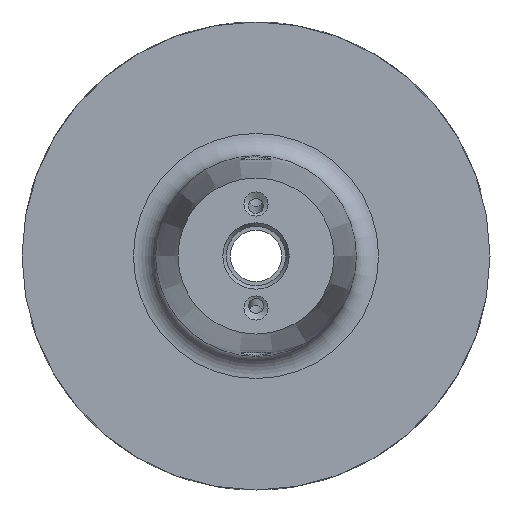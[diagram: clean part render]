
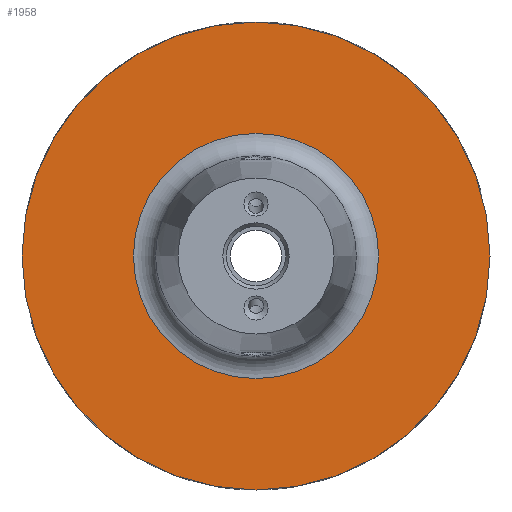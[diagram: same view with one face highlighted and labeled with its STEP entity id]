
A CAD part, left-side view. The second image highlights one B-rep face of the part: STEP entity #1958.
In plain terms, the highlighted planar face has unit normal (-1, 0, 0).
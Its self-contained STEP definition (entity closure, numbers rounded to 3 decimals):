
#58=FACE_BOUND('',#338,.T.);
#96=PLANE('',#2190);
#220=FACE_OUTER_BOUND('',#337,.T.);
#337=EDGE_LOOP('',(#1760,#1761));
#338=EDGE_LOOP('',(#1762,#1763));
#714=CIRCLE('',#2188,16.5);
#715=CIRCLE('',#2189,16.5);
#716=CIRCLE('',#2191,31.5);
#717=CIRCLE('',#2192,31.5);
#922=VERTEX_POINT('',#4833);
#923=VERTEX_POINT('',#4835);
#924=VERTEX_POINT('',#4839);
#925=VERTEX_POINT('',#4840);
#1221=EDGE_CURVE('',#923,#922,#714,.T.);
#1222=EDGE_CURVE('',#922,#923,#715,.T.);
#1223=EDGE_CURVE('',#924,#925,#716,.T.);
#1224=EDGE_CURVE('',#925,#924,#717,.T.);
#1760=ORIENTED_EDGE('',*,*,#1223,.F.);
#1761=ORIENTED_EDGE('',*,*,#1224,.F.);
#1762=ORIENTED_EDGE('',*,*,#1221,.T.);
#1763=ORIENTED_EDGE('',*,*,#1222,.T.);
#1958=ADVANCED_FACE('',(#220,#58),#96,.T.);
#2188=AXIS2_PLACEMENT_3D('',#4836,#2689,#2690);
#2189=AXIS2_PLACEMENT_3D('',#4837,#2691,#2692);
#2190=AXIS2_PLACEMENT_3D('',#4838,#2693,#2694);
#2191=AXIS2_PLACEMENT_3D('',#4841,#2695,#2696);
#2192=AXIS2_PLACEMENT_3D('',#4842,#2697,#2698);
#2689=DIRECTION('center_axis',(1.,0.,0.));
#2690=DIRECTION('ref_axis',(0.,1.,0.));
#2691=DIRECTION('center_axis',(1.,0.,0.));
#2692=DIRECTION('ref_axis',(0.,1.,0.));
#2693=DIRECTION('center_axis',(-1.,0.,0.));
#2694=DIRECTION('ref_axis',(0.,0.,1.));
#2695=DIRECTION('center_axis',(1.,0.,0.));
#2696=DIRECTION('ref_axis',(0.,1.,0.));
#2697=DIRECTION('center_axis',(1.,0.,0.));
#2698=DIRECTION('ref_axis',(0.,1.,0.));
#4833=CARTESIAN_POINT('',(-22.,0.,16.5));
#4835=CARTESIAN_POINT('',(-22.,16.5,0.));
#4836=CARTESIAN_POINT('Origin',(-22.,0.,0.));
#4837=CARTESIAN_POINT('Origin',(-22.,0.,0.));
#4838=CARTESIAN_POINT('Origin',(-22.,24.,0.));
#4839=CARTESIAN_POINT('',(-22.,31.5,0.));
#4840=CARTESIAN_POINT('',(-22.,-31.5,0.));
#4841=CARTESIAN_POINT('Origin',(-22.,0.,0.));
#4842=CARTESIAN_POINT('Origin',(-22.,0.,0.));
